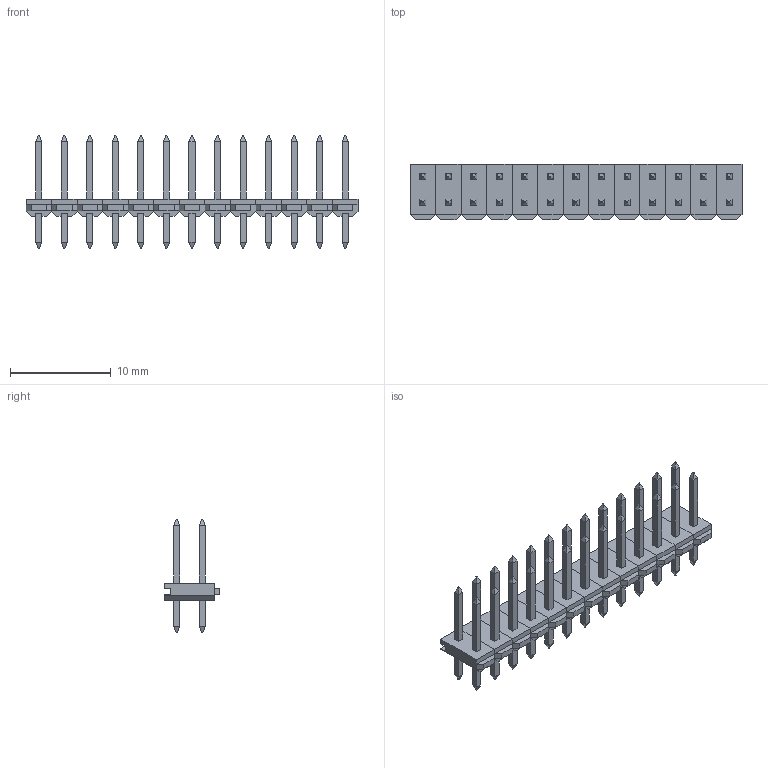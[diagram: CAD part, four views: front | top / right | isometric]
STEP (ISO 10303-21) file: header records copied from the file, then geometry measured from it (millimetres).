
FILE_DESCRIPTION((''),'2;1');
FILE_NAME('COMATEL_389.0358.1.26.400.stp','2010-01-06T10:36:59',(''),(''),'Mechanical Desktop 2006','Mechanical Desktop 2006',', , ');
FILE_SCHEMA(('AUTOMOTIVE_DESIGN { 1 2 10303 214 0 1 1 1 }'));
Length unit declared in the file: millimetre
Products named in the file (1): Product
Bounding box: 33.02 x 5.5 x 11.2 mm (x, y, z)
Volume: 333.1 mm3; surface area: 1355.7 mm2
Topology: 78 solids, 78 shells, 806 faces, 1742 edges, 1092 vertices
Faces by surface type: plane 806
Entity records: 21117 total; most frequent: CARTESIAN_POINT 3641, ORIENTED_EDGE 3484, DIRECTION 3356, VECTOR 1742, LINE 1742, EDGE_CURVE 1742, VERTEX_POINT 1092, AXIS2_PLACEMENT_3D 807
